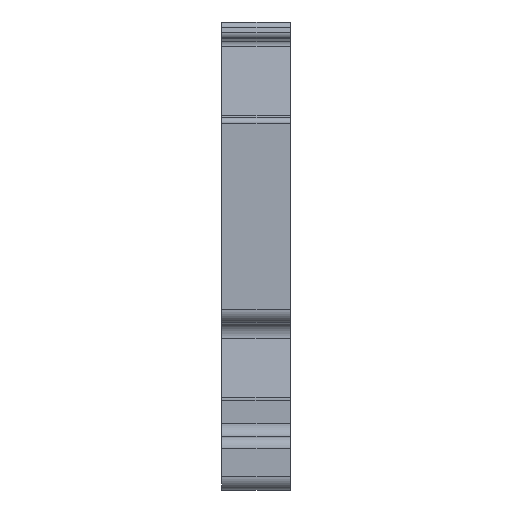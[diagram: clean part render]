
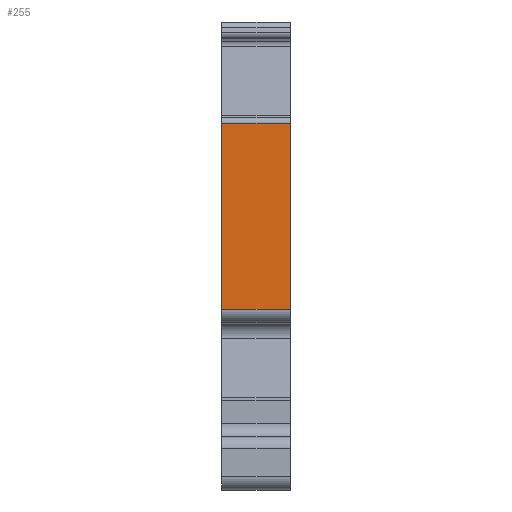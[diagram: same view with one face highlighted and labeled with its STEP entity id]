
A CAD part, front view. The second image highlights one B-rep face of the part: STEP entity #255.
In plain terms, the highlighted planar face has unit normal (0, -1, 0).
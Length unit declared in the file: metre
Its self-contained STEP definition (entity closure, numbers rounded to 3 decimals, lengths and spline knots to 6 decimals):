
#255 = ADVANCED_FACE( 'NONE', ( #665 ), #666, .F. );
#665 = FACE_OUTER_BOUND( '', #1234, .T. );
#666 = PLANE( '', #1235 );
#1234 = EDGE_LOOP( '', ( #1924, #1925, #1926, #1927 ) );
#1235 = AXIS2_PLACEMENT_3D( '', #1928, #1929, #1930 );
#1924 = ORIENTED_EDGE( '', *, *, #3647, .F. );
#1925 = ORIENTED_EDGE( '', *, *, #3648, .T. );
#1926 = ORIENTED_EDGE( '', *, *, #3649, .T. );
#1927 = ORIENTED_EDGE( '', *, *, #3650, .F. );
#1928 = CARTESIAN_POINT( '', ( -0.0054, -0.0244, 0.011567 ) );
#1929 = DIRECTION( '', ( 0., 1., 0. ) );
#1930 = DIRECTION( '', ( 1., 0., 0. ) );
#3647 = EDGE_CURVE( 'NONE', #4456, #4457, #4458, .T. );
#3648 = EDGE_CURVE( 'NONE', #4456, #4459, #4460, .T. );
#3649 = EDGE_CURVE( 'NONE', #4459, #4461, #4462, .T. );
#3650 = EDGE_CURVE( 'NONE', #4457, #4461, #4463, .T. );
#4456 = VERTEX_POINT( 'NONE', #5591 );
#4457 = VERTEX_POINT( 'NONE', #5592 );
#4458 = LINE( '', #5593, #5594 );
#4459 = VERTEX_POINT( 'NONE', #5595 );
#4460 = LINE( '', #5596, #5597 );
#4461 = VERTEX_POINT( 'NONE', #5598 );
#4462 = LINE( '', #5599, #5600 );
#4463 = LINE( '', #5601, #5602 );
#5591 = CARTESIAN_POINT( '', ( -0.0054, -0.0244, -0.00245 ) );
#5592 = CARTESIAN_POINT( '', ( -0.0054, -0.0244, 0.011567 ) );
#5593 = CARTESIAN_POINT( '', ( -0.0054, -0.0244, 0.0187 ) );
#5594 = VECTOR( '', #6894, 1. );
#5595 = CARTESIAN_POINT( '', ( -0.00025, -0.0244, -0.00245 ) );
#5596 = CARTESIAN_POINT( '', ( -0.0054, -0.0244, -0.00245 ) );
#5597 = VECTOR( '', #6895, 1. );
#5598 = CARTESIAN_POINT( '', ( -0.00025, -0.0244, 0.011567 ) );
#5599 = CARTESIAN_POINT( '', ( -0.00025, -0.0244, 0.011567 ) );
#5600 = VECTOR( '', #6896, 1. );
#5601 = CARTESIAN_POINT( '', ( -0.0054, -0.0244, 0.011567 ) );
#5602 = VECTOR( '', #6897, 1. );
#6894 = DIRECTION( '', ( 0., 0., 1. ) );
#6895 = DIRECTION( '', ( 1., 0., 0. ) );
#6896 = DIRECTION( '', ( 0., 0., 1. ) );
#6897 = DIRECTION( '', ( 1., 0., 0. ) );
